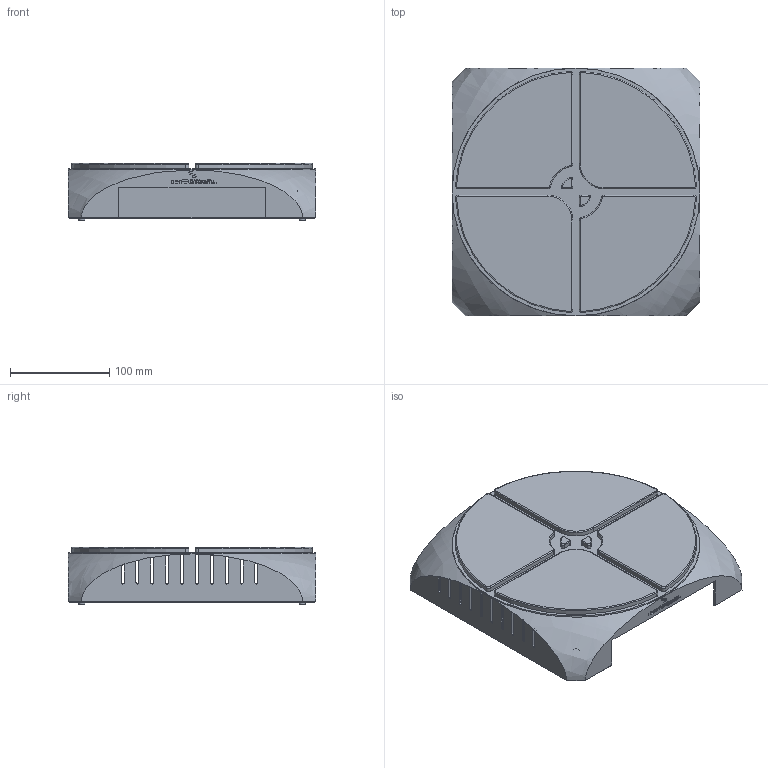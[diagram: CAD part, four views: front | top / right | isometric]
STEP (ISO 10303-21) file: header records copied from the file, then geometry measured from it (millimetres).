
FILE_DESCRIPTION(/* description */ (''),/* implementation_level */ '2;1');
FILE_NAME(/* name */ 'integral_console_top_fill_170125.stp',/* time_stamp */ '2017-01-25T20:02:38+09:00',/* author */ (''),/* organization */ (''),/* preprocessor_version */ 'ST-DEVELOPER v16',/* originating_system */ 'SIEMENS PLM Software NX 10.0',/* authorisation */ '');
FILE_SCHEMA (('AP203_CONFIGURATION_CONTROLLED_3D_DESIGN_OF_MECHANICAL_PARTS_AND_ASSEMBLIES_MIM_LF { 1 0 10303 403 2 1 2}'));
Products named in the file (1): A06802E42bgzx
Bounding box: 250 x 250 x 57.72 mm (x, y, z)
Volume: 212731.4 mm3; surface area: 213039.8 mm2
Topology: 1 solids, 1 shells, 502 faces, 1403 edges, 922 vertices
Faces by surface type: plane 224, extrusion 129, cylinder 95, bspline 32, torus 22
Full cylindrical faces by diameter (mm): 2.8 x4, 3 x4, 6 x4, 249.997 x1
Entity records: 45949 total; most frequent: CARTESIAN_POINT 33704, ORIENTED_EDGE 2754, DIRECTION 2038, EDGE_CURVE 1377, VERTEX_POINT 909, VECTOR 800, LINE 671, AXIS2_PLACEMENT_3D 619
